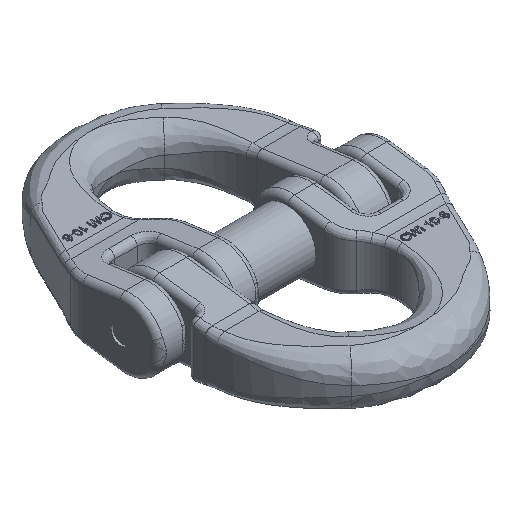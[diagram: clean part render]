
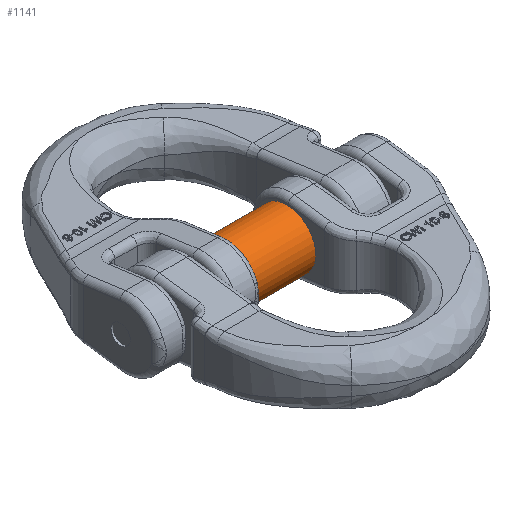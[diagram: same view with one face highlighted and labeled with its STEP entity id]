
A CAD part, isometric view. The second image highlights one B-rep face of the part: STEP entity #1141.
In plain terms, the highlighted cylindrical face has radius 7.5 mm (diameter 15 mm), a full revolution.
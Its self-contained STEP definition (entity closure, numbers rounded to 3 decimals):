
#442=CYLINDRICAL_SURFACE('',#6329,7.5);
#1141=ADVANCED_FACE('',(#1595,#1596),#442,.T.);
#1443=CIRCLE('',#6327,7.5);
#1444=CIRCLE('',#6328,7.5);
#1595=FACE_BOUND('',#2001,.T.);
#1596=FACE_BOUND('',#2002,.T.);
#2001=EDGE_LOOP('',(#3939));
#2002=EDGE_LOOP('',(#3940));
#3939=ORIENTED_EDGE('',*,*,#5277,.T.);
#3940=ORIENTED_EDGE('',*,*,#5278,.F.);
#4445=VERTEX_POINT('',#14212);
#4446=VERTEX_POINT('',#14214);
#5277=EDGE_CURVE('',#4445,#4445,#1443,.T.);
#5278=EDGE_CURVE('',#4446,#4446,#1444,.T.);
#6327=AXIS2_PLACEMENT_3D('',#14211,#7599,#7600);
#6328=AXIS2_PLACEMENT_3D('',#14213,#7601,#7602);
#6329=AXIS2_PLACEMENT_3D('',#14215,#7603,#7604);
#7599=DIRECTION('',(-1.,0.,0.));
#7600=DIRECTION('',(0.,1.,0.));
#7601=DIRECTION('',(-1.,0.,0.));
#7602=DIRECTION('',(0.,1.,0.));
#7603=DIRECTION('',(-1.,0.,0.));
#7604=DIRECTION('',(0.,0.,1.));
#14211=CARTESIAN_POINT('',(42.7,0.,0.));
#14212=CARTESIAN_POINT('',(42.7,7.5,0.));
#14213=CARTESIAN_POINT('',(27.1,0.,0.));
#14214=CARTESIAN_POINT('',(27.1,7.5,0.));
#14215=CARTESIAN_POINT('',(42.7,0.,0.));
